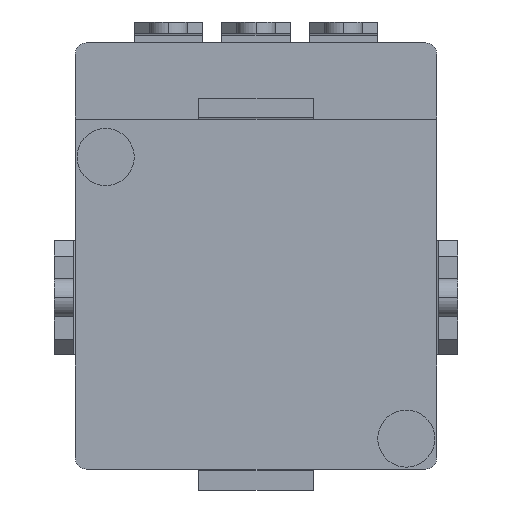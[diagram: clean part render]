
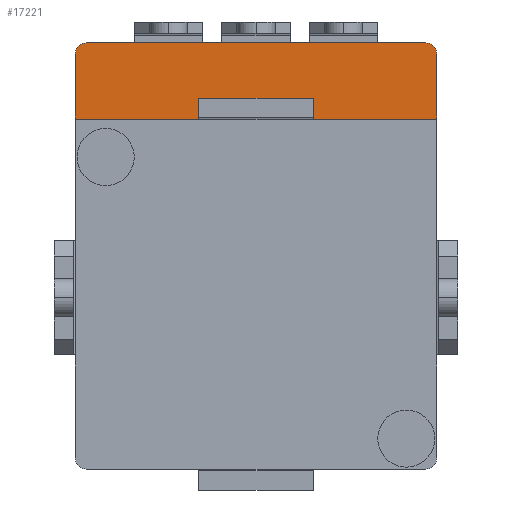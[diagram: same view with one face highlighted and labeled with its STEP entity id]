
A CAD part, front view. The second image highlights one B-rep face of the part: STEP entity #17221.
In plain terms, the highlighted planar face has unit normal (0, -1, 0).
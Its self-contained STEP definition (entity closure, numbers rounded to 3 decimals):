
#58 = EDGE_CURVE ( 'NONE', #13920, #10426, #4848, .T. ) ;
#328 = CARTESIAN_POINT ( 'NONE',  ( -4.75, 0.5, 3.6 ) ) ;
#329 = DIRECTION ( 'NONE',  ( -1., 0., 0. ) ) ;
#499 = CARTESIAN_POINT ( 'NONE',  ( 1.5, 0.5, 3.6 ) ) ;
#500 = DIRECTION ( 'NONE',  ( 1., 0., 0. ) ) ;
#531 = CARTESIAN_POINT ( 'NONE',  ( -1.5, 0.5, 3.6 ) ) ;
#2561 = AXIS2_PLACEMENT_3D ( 'NONE', #17184, #17185, #17186 ) ;
#2710 = AXIS2_PLACEMENT_3D ( 'NONE', #8037, #8038, #8039 ) ;
#2718 = AXIS2_PLACEMENT_3D ( 'NONE', #7795, #7796, #7797 ) ;
#3033 = LINE ( 'NONE', #328, #3036 ) ;
#3036 = VECTOR ( 'NONE', #329, 1000. ) ;
#3089 = LINE ( 'NONE', #499, #3091 ) ;
#3091 = VECTOR ( 'NONE', #500, 1000. ) ;
#3567 = CARTESIAN_POINT ( 'NONE',  ( 4.75, 0.5, 5.3 ) ) ;
#3749 = CARTESIAN_POINT ( 'NONE',  ( 4.45, 0.5, 5.6 ) ) ;
#4621 = ORIENTED_EDGE ( 'NONE', *, *, #14781, .T. ) ;
#4622 = ORIENTED_EDGE ( 'NONE', *, *, #14864, .T. ) ;
#4623 = ORIENTED_EDGE ( 'NONE', *, *, #58, .T. ) ;
#4624 = ORIENTED_EDGE ( 'NONE', *, *, #14921, .T. ) ;
#4625 = ORIENTED_EDGE ( 'NONE', *, *, #15047, .F. ) ;
#4626 = ORIENTED_EDGE ( 'NONE', *, *, #14841, .F. ) ;
#4627 = ORIENTED_EDGE ( 'NONE', *, *, #15276, .T. ) ;
#4628 = ORIENTED_EDGE ( 'NONE', *, *, #15233, .F. ) ;
#4848 = LINE ( 'NONE', #14558, #4852 ) ;
#4852 = VECTOR ( 'NONE', #14557, 1000. ) ;
#5031 = VERTEX_POINT ( 'NONE', #9897 ) ;
#5449 = CARTESIAN_POINT ( 'NONE',  ( -4.75, 0.5, 3.6 ) ) ;
#5451 = DIRECTION ( 'NONE',  ( 0., 0., 1. ) ) ;
#6864 = FACE_OUTER_BOUND ( 'NONE', #10468, .T. ) ;
#7241 = DIRECTION ( 'NONE',  ( 0., 0., 1. ) ) ;
#7257 = CARTESIAN_POINT ( 'NONE',  ( 4.75, 0.5, 3.6 ) ) ;
#7795 = CARTESIAN_POINT ( 'NONE',  ( 4.45, 0.5, 5.3 ) ) ;
#7796 = DIRECTION ( 'NONE',  ( 0., -1., 0. ) ) ;
#7797 = DIRECTION ( 'NONE',  ( -1., 0., 0. ) ) ;
#8037 = CARTESIAN_POINT ( 'NONE',  ( -4.45, 0.5, 5.3 ) ) ;
#8038 = DIRECTION ( 'NONE',  ( 0., -1., 0. ) ) ;
#8039 = DIRECTION ( 'NONE',  ( -1., 0., 0. ) ) ;
#9098 = CARTESIAN_POINT ( 'NONE',  ( -4.75, 0.5, 3.6 ) ) ;
#9099 = DIRECTION ( 'NONE',  ( -1., 0., 0. ) ) ;
#9897 = CARTESIAN_POINT ( 'NONE',  ( -4.75, 0.5, 3.6 ) ) ;
#10239 = VERTEX_POINT ( 'NONE', #11105 ) ;
#10399 = VERTEX_POINT ( 'NONE', #14658 ) ;
#10408 = VERTEX_POINT ( 'NONE', #14667 ) ;
#10426 = VERTEX_POINT ( 'NONE', #14685 ) ;
#10468 = EDGE_LOOP ( 'NONE', ( #4621, #4622, #4623, #4624, #4625, #4626, #4627, #4628 ) ) ;
#11105 = CARTESIAN_POINT ( 'NONE',  ( -4.75, 0.5, 5.3 ) ) ;
#11990 = VERTEX_POINT ( 'NONE', #3567 ) ;
#13412 = LINE ( 'NONE', #7257, #13416 ) ;
#13416 = VECTOR ( 'NONE', #7241, 1000. ) ;
#13476 = LINE ( 'NONE', #9098, #13477 ) ;
#13477 = VECTOR ( 'NONE', #9099, 1000. ) ;
#13500 = CIRCLE ( 'NONE', #2718, 0.3 ) ;
#13562 = CIRCLE ( 'NONE', #2710, 0.3 ) ;
#13718 = LINE ( 'NONE', #5449, #13721 ) ;
#13721 = VECTOR ( 'NONE', #5451, 1000. ) ;
#13920 = VERTEX_POINT ( 'NONE', #3749 ) ;
#14557 = DIRECTION ( 'NONE',  ( -1., 0., 0. ) ) ;
#14558 = CARTESIAN_POINT ( 'NONE',  ( -4.75, 0.5, 5.6 ) ) ;
#14658 = CARTESIAN_POINT ( 'NONE',  ( 4.75, 0.5, 3.6 ) ) ;
#14667 = CARTESIAN_POINT ( 'NONE',  ( 1.5, 0.5, 3.6 ) ) ;
#14685 = CARTESIAN_POINT ( 'NONE',  ( -4.45, 0.5, 5.6 ) ) ;
#14781 = EDGE_CURVE ( 'NONE', #10399, #11990, #13412, .T. ) ;
#14841 = EDGE_CURVE ( 'NONE', #16191, #5031, #13476, .T. ) ;
#14864 = EDGE_CURVE ( 'NONE', #11990, #13920, #13500, .T. ) ;
#14921 = EDGE_CURVE ( 'NONE', #10426, #10239, #13562, .T. ) ;
#15047 = EDGE_CURVE ( 'NONE', #5031, #10239, #13718, .T. ) ;
#15233 = EDGE_CURVE ( 'NONE', #10399, #10408, #3033, .T. ) ;
#15276 = EDGE_CURVE ( 'NONE', #16191, #10408, #3089, .T. ) ;
#16191 = VERTEX_POINT ( 'NONE', #531 ) ;
#17167 = PLANE ( 'NONE',  #2561 ) ;
#17184 = CARTESIAN_POINT ( 'NONE',  ( -4.75, 0.5, 3.6 ) ) ;
#17185 = DIRECTION ( 'NONE',  ( 0., 1., 0. ) ) ;
#17186 = DIRECTION ( 'NONE',  ( -1., 0., 0. ) ) ;
#17221 = ADVANCED_FACE ( 'NONE', ( #6864 ), #17167, .F. ) ;
